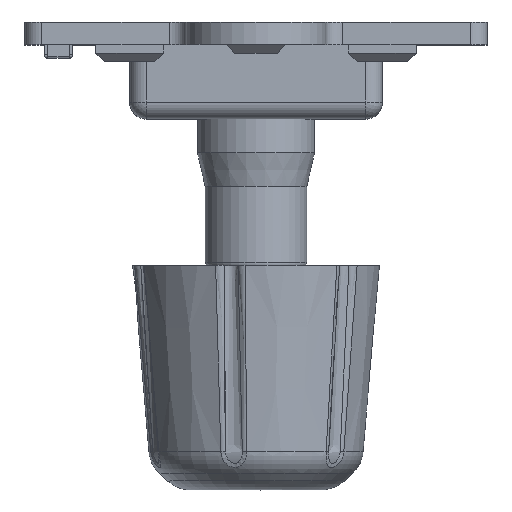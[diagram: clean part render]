
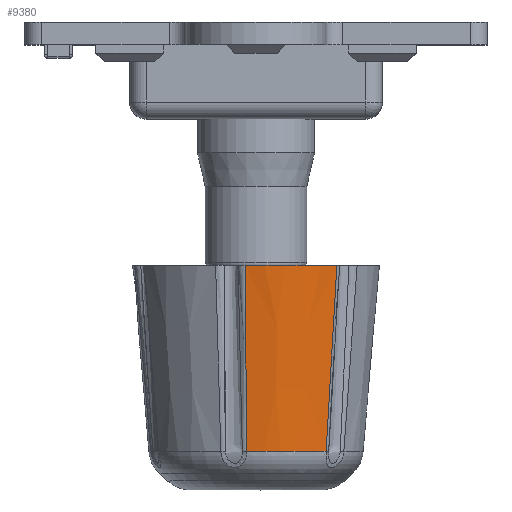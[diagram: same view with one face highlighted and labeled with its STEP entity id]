
A CAD part, top view. The second image highlights one B-rep face of the part: STEP entity #9380.
In plain terms, the highlighted conical face has half-angle 5 degrees and reference radius 7.325 mm.
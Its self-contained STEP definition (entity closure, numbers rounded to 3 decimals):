
#35=CONICAL_SURFACE('',#10163,7.325,5.);
#357=B_SPLINE_CURVE_WITH_KNOTS('',3,(#16354,#16355,#16356,#16357,#16358),
 .UNSPECIFIED.,.F.,.F.,(4,1,4),(-1.157,-0.524,-0.049),
 .UNSPECIFIED.);
#360=B_SPLINE_CURVE_WITH_KNOTS('',3,(#16443,#16444,#16445,#16446,#16447),
 .UNSPECIFIED.,.F.,.F.,(4,1,4),(-1.107,-0.475,0.),
 .UNSPECIFIED.);
#2964=FACE_OUTER_BOUND('',#3664,.T.);
#3664=EDGE_LOOP('',(#8450,#8451,#8452,#8453));
#3948=CIRCLE('',#10122,6.36);
#3959=CIRCLE('',#10143,7.325);
#4769=VERTEX_POINT('',#15988);
#4770=VERTEX_POINT('',#15998);
#4787=VERTEX_POINT('',#16169);
#4788=VERTEX_POINT('',#16171);
#5992=EDGE_CURVE('',#4769,#4770,#3948,.T.);
#6016=EDGE_CURVE('',#4787,#4788,#3959,.T.);
#6039=EDGE_CURVE('',#4770,#4787,#357,.T.);
#6043=EDGE_CURVE('',#4788,#4769,#360,.T.);
#8450=ORIENTED_EDGE('',*,*,#6039,.F.);
#8451=ORIENTED_EDGE('',*,*,#5992,.F.);
#8452=ORIENTED_EDGE('',*,*,#6043,.F.);
#8453=ORIENTED_EDGE('',*,*,#6016,.F.);
#9380=ADVANCED_FACE('',(#2964),#35,.T.);
#10122=AXIS2_PLACEMENT_3D('',#15999,#12136,#12137);
#10143=AXIS2_PLACEMENT_3D('',#16172,#12178,#12179);
#10163=AXIS2_PLACEMENT_3D('',#16442,#12218,#12219);
#12136=DIRECTION('center_axis',(0.,1.,0.));
#12137=DIRECTION('ref_axis',(1.,0.,0.));
#12178=DIRECTION('center_axis',(0.,-1.,0.));
#12179=DIRECTION('ref_axis',(1.,0.,0.));
#12218=DIRECTION('center_axis',(0.,-1.,0.));
#12219=DIRECTION('ref_axis',(1.,0.,0.));
#15988=CARTESIAN_POINT('',(5.073,11.031,-3.836));
#15998=CARTESIAN_POINT('',(0.786,11.031,-6.311));
#15999=CARTESIAN_POINT('Origin',(0.,11.031,0.));
#16169=CARTESIAN_POINT('',(0.894,0.,-7.27));
#16171=CARTESIAN_POINT('',(5.849,0.,-4.41));
#16172=CARTESIAN_POINT('Origin',(0.,0.,0.));
#16354=CARTESIAN_POINT('Ctrl Pts',(0.786,11.031,-6.311));
#16355=CARTESIAN_POINT('Ctrl Pts',(0.86,8.93,-6.487));
#16356=CARTESIAN_POINT('Ctrl Pts',(0.932,5.252,-6.802));
#16357=CARTESIAN_POINT('Ctrl Pts',(0.919,1.575,-7.128));
#16358=CARTESIAN_POINT('Ctrl Pts',(0.894,0.,
-7.27));
#16442=CARTESIAN_POINT('Origin',(0.,0.,0.));
#16443=CARTESIAN_POINT('Ctrl Pts',(5.849,0.,
-4.41));
#16444=CARTESIAN_POINT('Ctrl Pts',(5.668,2.1,-4.344));
#16445=CARTESIAN_POINT('Ctrl Pts',(5.388,5.778,-4.18));
#16446=CARTESIAN_POINT('Ctrl Pts',(5.159,9.455,-3.951));
#16447=CARTESIAN_POINT('Ctrl Pts',(5.073,11.031,-3.836));
